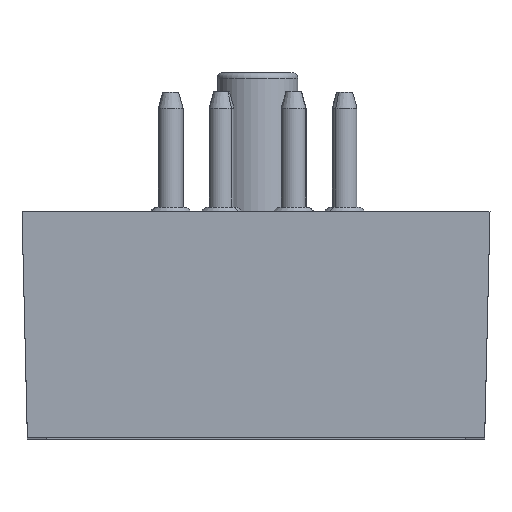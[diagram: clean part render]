
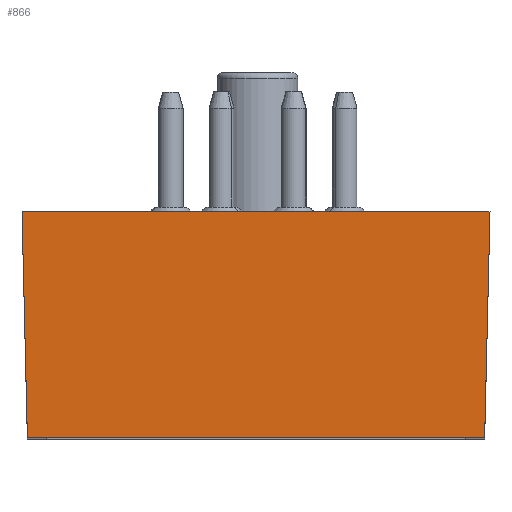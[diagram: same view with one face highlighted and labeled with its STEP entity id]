
A CAD part, top view. The second image highlights one B-rep face of the part: STEP entity #866.
In plain terms, the highlighted face is planar.
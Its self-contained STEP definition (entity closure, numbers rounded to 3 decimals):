
#179 = CARTESIAN_POINT ( 'NONE',  ( -39.5, 21., -13.5 ) ) ;
#324 = EDGE_CURVE ( 'NONE', #1365, #1176, #1241, .T. ) ;
#354 = VECTOR ( 'NONE', #3875, 1000. ) ;
#454 = VERTEX_POINT ( 'NONE', #3958 ) ;
#662 = AXIS2_PLACEMENT_3D ( 'NONE', #179, #4710, #5118 ) ;
#866 = ADVANCED_FACE ( 'NONE', ( #3300 ), #2670, .F. ) ;
#987 = DIRECTION ( 'NONE',  ( 0.024, 0.999, 0.024 ) ) ;
#1012 = CARTESIAN_POINT ( 'NONE',  ( -39.5, 21., -13.5 ) ) ;
#1132 = ORIENTED_EDGE ( 'NONE', *, *, #324, .F. ) ;
#1176 = VERTEX_POINT ( 'NONE', #1207 ) ;
#1207 = CARTESIAN_POINT ( 'NONE',  ( -39.5, 21., 29.5 ) ) ;
#1241 = LINE ( 'NONE', #1012, #354 ) ;
#1365 = VERTEX_POINT ( 'NONE', #2022 ) ;
#1686 = CARTESIAN_POINT ( 'NONE',  ( -39.5, 20.988, 29.5 ) ) ;
#1719 = DIRECTION ( 'NONE',  ( -0.024, -0.999, 0.024 ) ) ;
#1880 = LINE ( 'NONE', #3867, #2894 ) ;
#1956 = LINE ( 'NONE', #1686, #4924 ) ;
#2022 = CARTESIAN_POINT ( 'NONE',  ( -39.5, 21., -13. ) ) ;
#2197 = ORIENTED_EDGE ( 'NONE', *, *, #5185, .F. ) ;
#2499 = LINE ( 'NONE', #4476, #3717 ) ;
#2670 = PLANE ( 'NONE',  #662 ) ;
#2894 = VECTOR ( 'NONE', #987, 1000. ) ;
#3182 = VERTEX_POINT ( 'NONE', #3299 ) ;
#3193 = EDGE_CURVE ( 'NONE', #454, #3182, #2499, .T. ) ;
#3279 = DIRECTION ( 'NONE',  ( 0., 0., 1. ) ) ;
#3299 = CARTESIAN_POINT ( 'NONE',  ( -40., 0., 30. ) ) ;
#3300 = FACE_OUTER_BOUND ( 'NONE', #3432, .T. ) ;
#3432 = EDGE_LOOP ( 'NONE', ( #1132, #4557, #4259, #2197 ) ) ;
#3562 = EDGE_CURVE ( 'NONE', #454, #1365, #1880, .T. ) ;
#3717 = VECTOR ( 'NONE', #3279, 1000. ) ;
#3867 = CARTESIAN_POINT ( 'NONE',  ( -39.5, 20.988, -13. ) ) ;
#3875 = DIRECTION ( 'NONE',  ( 0., 0., 1. ) ) ;
#3958 = CARTESIAN_POINT ( 'NONE',  ( -40., 0., -13.5 ) ) ;
#4259 = ORIENTED_EDGE ( 'NONE', *, *, #3193, .T. ) ;
#4476 = CARTESIAN_POINT ( 'NONE',  ( -40., 0., -13.5 ) ) ;
#4557 = ORIENTED_EDGE ( 'NONE', *, *, #3562, .F. ) ;
#4710 = DIRECTION ( 'NONE',  ( 1., -0.024, 0. ) ) ;
#4924 = VECTOR ( 'NONE', #1719, 1000. ) ;
#5118 = DIRECTION ( 'NONE',  ( 0.024, 1., 0. ) ) ;
#5185 = EDGE_CURVE ( 'NONE', #1176, #3182, #1956, .T. ) ;
